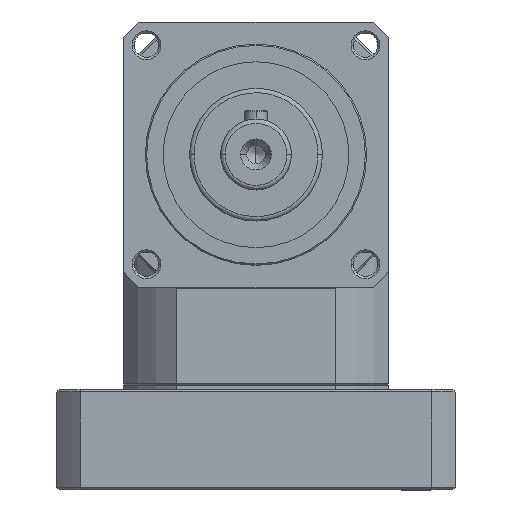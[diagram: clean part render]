
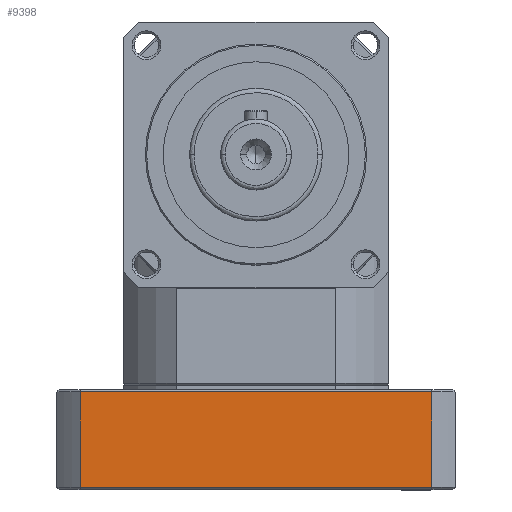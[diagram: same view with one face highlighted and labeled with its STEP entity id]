
A CAD part, top view. The second image highlights one B-rep face of the part: STEP entity #9398.
In plain terms, the highlighted face is planar.
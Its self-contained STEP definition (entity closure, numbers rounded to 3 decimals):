
#182 = CARTESIAN_POINT ( 'NONE',  ( 39.686, -45., 3. ) ) ;
#651 = VERTEX_POINT ( 'NONE', #8360 ) ;
#1768 = VECTOR ( 'NONE', #12304, 1000. ) ;
#2363 = LINE ( 'NONE', #16072, #1768 ) ;
#3075 = CARTESIAN_POINT ( 'NONE',  ( -39.686, -45., 3.5 ) ) ;
#4005 = VECTOR ( 'NONE', #20139, 1000. ) ;
#4302 = DIRECTION ( 'NONE',  ( 0., 0., 1. ) ) ;
#5669 = CARTESIAN_POINT ( 'NONE',  ( 39.686, -45., 3. ) ) ;
#6927 = CARTESIAN_POINT ( 'NONE',  ( 32.714, -45., 3.5 ) ) ;
#7627 = DIRECTION ( 'NONE',  ( -1., 0., 0. ) ) ;
#7644 = ORIENTED_EDGE ( 'NONE', *, *, #8184, .F. ) ;
#7875 = EDGE_LOOP ( 'NONE', ( #10491, #22808, #7644, #21200 ) ) ;
#8184 = EDGE_CURVE ( 'NONE', #18206, #651, #18238, .T. ) ;
#8360 = CARTESIAN_POINT ( 'NONE',  ( -39.686, -45., 25. ) ) ;
#9398 = ADVANCED_FACE ( 'NONE', ( #18421 ), #11238, .F. ) ;
#10491 = ORIENTED_EDGE ( 'NONE', *, *, #21297, .F. ) ;
#11238 = PLANE ( 'NONE',  #15313 ) ;
#12030 = VECTOR ( 'NONE', #21105, 1000. ) ;
#12304 = DIRECTION ( 'NONE',  ( 1., 0., 0. ) ) ;
#13233 = VECTOR ( 'NONE', #4302, 1000. ) ;
#14090 = LINE ( 'NONE', #6927, #4005 ) ;
#14943 = EDGE_CURVE ( 'NONE', #23053, #18206, #14090, .T. ) ;
#15313 = AXIS2_PLACEMENT_3D ( 'NONE', #5669, #18899, #7627 ) ;
#16072 = CARTESIAN_POINT ( 'NONE',  ( 39.686, -45., 25. ) ) ;
#16093 = CARTESIAN_POINT ( 'NONE',  ( 39.686, -45., 3.5 ) ) ;
#16460 = EDGE_CURVE ( 'NONE', #651, #18520, #2363, .T. ) ;
#17528 = CARTESIAN_POINT ( 'NONE',  ( -39.686, -45., 3. ) ) ;
#18206 = VERTEX_POINT ( 'NONE', #3075 ) ;
#18238 = LINE ( 'NONE', #17528, #13233 ) ;
#18421 = FACE_OUTER_BOUND ( 'NONE', #7875, .T. ) ;
#18520 = VERTEX_POINT ( 'NONE', #19219 ) ;
#18899 = DIRECTION ( 'NONE',  ( 0., 1., 0. ) ) ;
#19219 = CARTESIAN_POINT ( 'NONE',  ( 39.686, -45., 25. ) ) ;
#20139 = DIRECTION ( 'NONE',  ( -1., 0., 0. ) ) ;
#21105 = DIRECTION ( 'NONE',  ( 0., 0., -1. ) ) ;
#21200 = ORIENTED_EDGE ( 'NONE', *, *, #14943, .F. ) ;
#21297 = EDGE_CURVE ( 'NONE', #18520, #23053, #22704, .T. ) ;
#22704 = LINE ( 'NONE', #182, #12030 ) ;
#22808 = ORIENTED_EDGE ( 'NONE', *, *, #16460, .F. ) ;
#23053 = VERTEX_POINT ( 'NONE', #16093 ) ;
